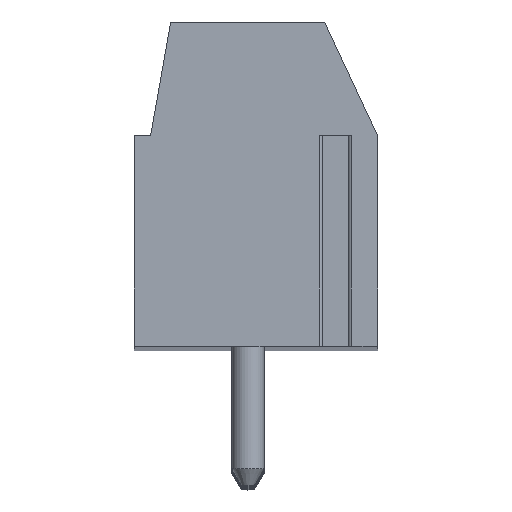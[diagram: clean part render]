
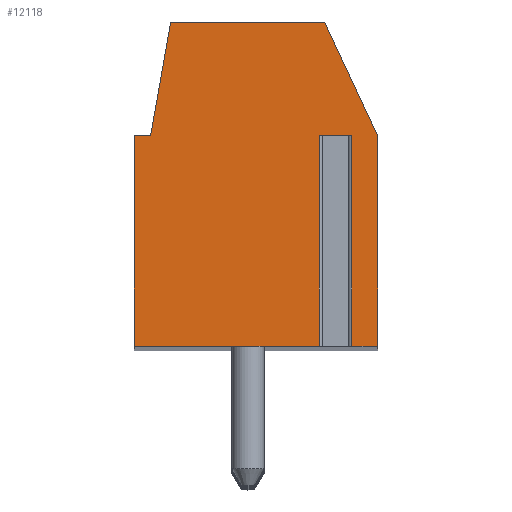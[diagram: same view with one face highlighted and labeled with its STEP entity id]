
A CAD part, top view. The second image highlights one B-rep face of the part: STEP entity #12118.
In plain terms, the highlighted planar face has unit normal (0, 0, 1).
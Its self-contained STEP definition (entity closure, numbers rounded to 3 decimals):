
#321=DIRECTION('',(-1.,0.,0.));
#322=VECTOR('',#321,0.996);
#323=CARTESIAN_POINT('',(2.948,1.5,77.5));
#324=LINE('',#323,#322);
#325=DIRECTION('',(0.,-1.,0.));
#326=VECTOR('',#325,6.5);
#327=CARTESIAN_POINT('',(1.952,1.5,77.5));
#328=LINE('',#327,#326);
#329=DIRECTION('',(1.,0.,0.));
#330=VECTOR('',#329,5.702);
#331=CARTESIAN_POINT('',(-3.75,-5.,77.5));
#332=LINE('',#331,#330);
#333=DIRECTION('',(0.,-1.,0.));
#334=VECTOR('',#333,6.5);
#335=CARTESIAN_POINT('',(-3.75,1.5,77.5));
#336=LINE('',#335,#334);
#337=DIRECTION('',(-1.,0.,0.));
#338=VECTOR('',#337,0.5);
#339=CARTESIAN_POINT('',(-3.25,1.5,77.5));
#340=LINE('',#339,#338);
#341=DIRECTION('',(-0.174,-0.985,0.));
#342=VECTOR('',#341,3.554);
#343=CARTESIAN_POINT('',(-2.633,5.,77.5));
#344=LINE('',#343,#342);
#345=DIRECTION('',(-1.,0.,0.));
#346=VECTOR('',#345,4.751);
#347=CARTESIAN_POINT('',(2.118,5.,77.5));
#348=LINE('',#347,#346);
#349=DIRECTION('',(-0.423,0.906,0.));
#350=VECTOR('',#349,3.862);
#351=CARTESIAN_POINT('',(3.75,1.5,77.5));
#352=LINE('',#351,#350);
#353=DIRECTION('',(0.,1.,0.));
#354=VECTOR('',#353,6.5);
#355=CARTESIAN_POINT('',(3.75,-5.,77.5));
#356=LINE('',#355,#354);
#357=DIRECTION('',(1.,0.,0.));
#358=VECTOR('',#357,0.802);
#359=CARTESIAN_POINT('',(2.948,-5.,77.5));
#360=LINE('',#359,#358);
#361=DIRECTION('',(0.,-1.,0.));
#362=VECTOR('',#361,6.5);
#363=CARTESIAN_POINT('',(2.948,1.5,77.5));
#364=LINE('',#363,#362);
#9343=CARTESIAN_POINT('',(3.75,-5.,77.5));
#9344=CARTESIAN_POINT('',(3.75,1.5,77.5));
#9345=VERTEX_POINT('',#9343);
#9346=VERTEX_POINT('',#9344);
#9347=CARTESIAN_POINT('',(2.118,5.,77.5));
#9348=VERTEX_POINT('',#9347);
#9349=CARTESIAN_POINT('',(-2.633,5.,77.5));
#9350=VERTEX_POINT('',#9349);
#9351=CARTESIAN_POINT('',(-3.25,1.5,77.5));
#9352=VERTEX_POINT('',#9351);
#9353=CARTESIAN_POINT('',(-3.75,1.5,77.5));
#9354=VERTEX_POINT('',#9353);
#9355=CARTESIAN_POINT('',(-3.75,-5.,77.5));
#9356=VERTEX_POINT('',#9355);
#9401=CARTESIAN_POINT('',(2.948,1.5,77.5));
#9402=CARTESIAN_POINT('',(1.952,1.5,77.5));
#9403=VERTEX_POINT('',#9401);
#9404=VERTEX_POINT('',#9402);
#9405=CARTESIAN_POINT('',(2.948,-5.,77.5));
#9406=VERTEX_POINT('',#9405);
#9407=CARTESIAN_POINT('',(1.952,-5.,77.5));
#9408=VERTEX_POINT('',#9407);
#12092=CARTESIAN_POINT('',(0.,0.,77.5));
#12093=DIRECTION('',(0.,0.,1.));
#12094=DIRECTION('',(1.,0.,0.));
#12095=AXIS2_PLACEMENT_3D('',#12092,#12093,#12094);
#12096=PLANE('',#12095);
#12098=ORIENTED_EDGE('',*,*,#12097,.T.);
#12100=ORIENTED_EDGE('',*,*,#12099,.T.);
#12101=ORIENTED_EDGE('',*,*,#11964,.F.);
#12103=ORIENTED_EDGE('',*,*,#12102,.F.);
#12105=ORIENTED_EDGE('',*,*,#12104,.F.);
#12107=ORIENTED_EDGE('',*,*,#12106,.F.);
#12109=ORIENTED_EDGE('',*,*,#12108,.F.);
#12111=ORIENTED_EDGE('',*,*,#12110,.F.);
#12113=ORIENTED_EDGE('',*,*,#12112,.F.);
#12114=ORIENTED_EDGE('',*,*,#11943,.F.);
#12115=ORIENTED_EDGE('',*,*,#12082,.F.);
#12116=EDGE_LOOP('',(#12098,#12100,#12101,#12103,#12105,#12107,#12109,#12111,
#12113,#12114,#12115));
#12117=FACE_OUTER_BOUND('',#12116,.F.);
#11943=EDGE_CURVE('',#9406,#9345,#360,.T.);
#11964=EDGE_CURVE('',#9356,#9408,#332,.T.);
#12082=EDGE_CURVE('',#9403,#9406,#364,.T.);
#12097=EDGE_CURVE('',#9403,#9404,#324,.T.);
#12099=EDGE_CURVE('',#9404,#9408,#328,.T.);
#12102=EDGE_CURVE('',#9354,#9356,#336,.T.);
#12104=EDGE_CURVE('',#9352,#9354,#340,.T.);
#12106=EDGE_CURVE('',#9350,#9352,#344,.T.);
#12108=EDGE_CURVE('',#9348,#9350,#348,.T.);
#12110=EDGE_CURVE('',#9346,#9348,#352,.T.);
#12112=EDGE_CURVE('',#9345,#9346,#356,.T.);
#12118=ADVANCED_FACE('',(#12117),#12096,.T.);
